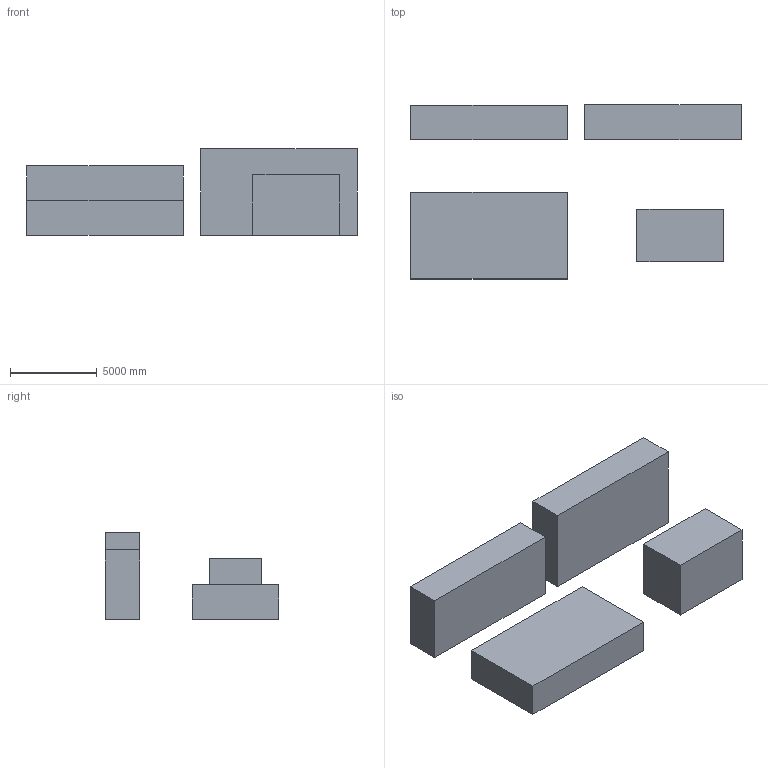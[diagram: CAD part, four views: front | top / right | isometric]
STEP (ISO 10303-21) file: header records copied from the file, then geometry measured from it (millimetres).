
FILE_DESCRIPTION((''),'2;1');
FILE_NAME('test.stp','2021-03-02T18:27:48',(''),('CIMNE'),'STEP exporter based on STEPcode library (http://stepcode.org)','GiD 14.0.3','');
FILE_SCHEMA(('AUTOMOTIVE_DESIGN'));
Length unit declared in the file: metre
Bounding box: 19000 x 10000 x 5000 mm (x, y, z)
Volume: 304500000000 mm3; surface area: 502000000 mm2
Topology: 4 solids, 4 shells, 24 faces, 48 edges, 32 vertices
Faces by surface type: bspline 24
Entity records: 1973 total; most frequent: CARTESIAN_POINT 573, DIRECTION 319, VECTOR 319, LINE 319, VERTEX_POINT 157, ORIENTED_EDGE 96, EDGE_CURVE 48, B_SPLINE_SURFACE_WITH_KNOTS 24
